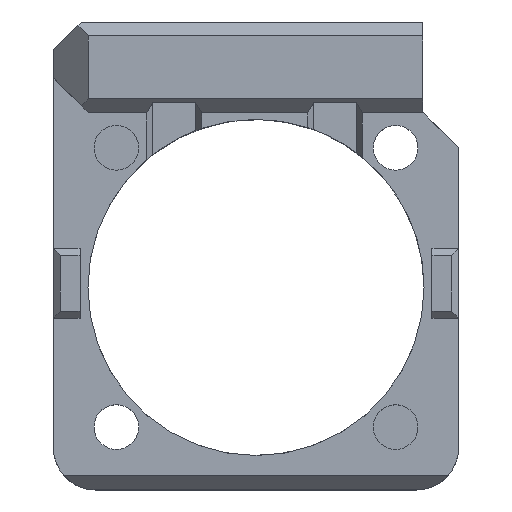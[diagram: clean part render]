
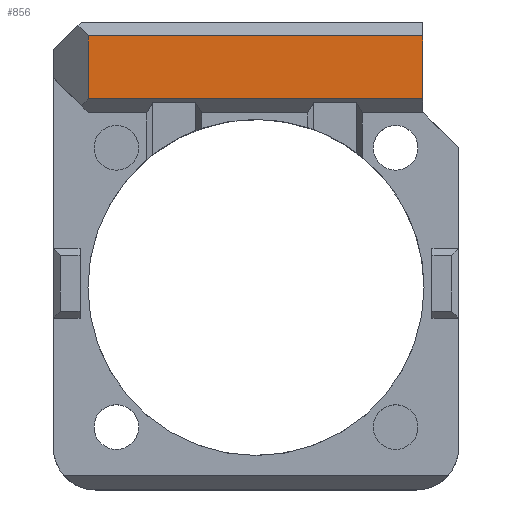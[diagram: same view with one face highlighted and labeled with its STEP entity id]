
A CAD part, top view. The second image highlights one B-rep face of the part: STEP entity #856.
In plain terms, the highlighted planar face has unit normal (0, 0, 1).
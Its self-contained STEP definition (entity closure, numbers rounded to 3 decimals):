
#37 = FACE_OUTER_BOUND ( 'NONE', #2048, .T. ) ;
#251 = VECTOR ( 'NONE', #2351, 1000. ) ;
#279 = ORIENTED_EDGE ( 'NONE', *, *, #1590, .T. ) ;
#382 = DIRECTION ( 'NONE',  ( 1., 0., 0. ) ) ;
#505 = VECTOR ( 'NONE', #778, 1000. ) ;
#521 = VERTEX_POINT ( 'NONE', #1822 ) ;
#525 = LINE ( 'NONE', #1000, #1254 ) ;
#639 = CARTESIAN_POINT ( 'NONE',  ( -12., 15.5, 9. ) ) ;
#663 = AXIS2_PLACEMENT_3D ( 'NONE', #691, #2472, #1651 ) ;
#691 = CARTESIAN_POINT ( 'NONE',  ( 12.5, 15.5, 9. ) ) ;
#709 = CARTESIAN_POINT ( 'NONE',  ( 11.95, 15., 9. ) ) ;
#764 = CARTESIAN_POINT ( 'NONE',  ( -12., 15., 9. ) ) ;
#778 = DIRECTION ( 'NONE',  ( -1., 0., 0. ) ) ;
#856 = ADVANCED_FACE ( 'NONE', ( #37 ), #2646, .F. ) ;
#896 = LINE ( 'NONE', #639, #251 ) ;
#904 = ORIENTED_EDGE ( 'NONE', *, *, #2415, .T. ) ;
#943 = EDGE_CURVE ( 'NONE', #1676, #521, #525, .T. ) ;
#986 = VECTOR ( 'NONE', #382, 1000. ) ;
#1000 = CARTESIAN_POINT ( 'NONE',  ( 11.95, 9.5, 9. ) ) ;
#1074 = CARTESIAN_POINT ( 'NONE',  ( -12., 10.5, 9. ) ) ;
#1200 = LINE ( 'NONE', #2070, #505 ) ;
#1212 = LINE ( 'NONE', #2081, #986 ) ;
#1254 = VECTOR ( 'NONE', #1421, 1000. ) ;
#1294 = VERTEX_POINT ( 'NONE', #764 ) ;
#1297 = EDGE_CURVE ( 'NONE', #1676, #1294, #1200, .T. ) ;
#1421 = DIRECTION ( 'NONE',  ( 0., -1., 0. ) ) ;
#1590 = EDGE_CURVE ( 'NONE', #1294, #2164, #896, .T. ) ;
#1638 = ORIENTED_EDGE ( 'NONE', *, *, #943, .F. ) ;
#1651 = DIRECTION ( 'NONE',  ( 0., 1., 0. ) ) ;
#1676 = VERTEX_POINT ( 'NONE', #709 ) ;
#1822 = CARTESIAN_POINT ( 'NONE',  ( 11.95, 10.5, 9. ) ) ;
#2048 = EDGE_LOOP ( 'NONE', ( #1638, #2561, #279, #904 ) ) ;
#2070 = CARTESIAN_POINT ( 'NONE',  ( 12.5, 15., 9. ) ) ;
#2081 = CARTESIAN_POINT ( 'NONE',  ( 11.95, 10.5, 9. ) ) ;
#2164 = VERTEX_POINT ( 'NONE', #1074 ) ;
#2351 = DIRECTION ( 'NONE',  ( 0., -1., 0. ) ) ;
#2415 = EDGE_CURVE ( 'NONE', #2164, #521, #1212, .T. ) ;
#2472 = DIRECTION ( 'NONE',  ( 0., 0., -1. ) ) ;
#2561 = ORIENTED_EDGE ( 'NONE', *, *, #1297, .T. ) ;
#2646 = PLANE ( 'NONE',  #663 ) ;
